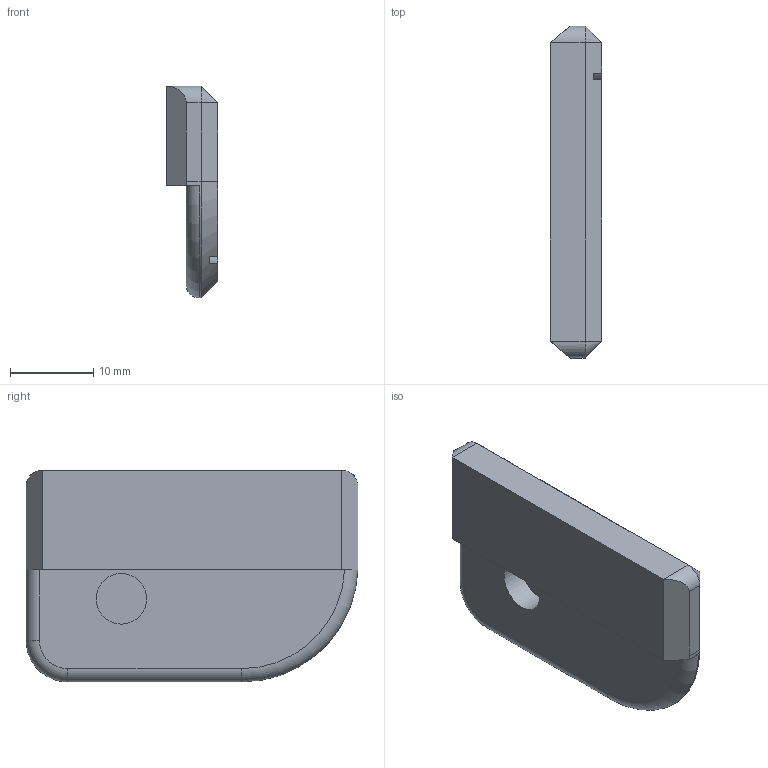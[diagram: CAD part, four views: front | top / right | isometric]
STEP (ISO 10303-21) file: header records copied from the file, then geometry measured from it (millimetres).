
FILE_DESCRIPTION(/* description */ (''),/* implementation_level */ '2;1');
FILE_NAME(/* name */ 'Door_Handle.stp',/* time_stamp */ '2021-10-11T07:14:16+02:00',/* author */ ('Rama'),/* organization */ (''),/* preprocessor_version */ 'ST-DEVELOPER v18.1',/* originating_system */ 'Autodesk Inventor 2022',/* authorisation */ '');
FILE_SCHEMA (('AUTOMOTIVE_DESIGN { 1 0 10303 214 3 1 1 }'));
Length unit declared in the file: millimetre
Products named in the file (1): Door_Handle
Bounding box: 6.2 x 39.93 x 25.5 mm (x, y, z)
Volume: 4363.6 mm3; surface area: 2616.9 mm2
Topology: 1 solids, 1 shells, 53 faces, 134 edges, 83 vertices
Faces by surface type: plane 36, cylinder 11, cone 4, torus 2
Full cylindrical faces by diameter (mm): 6.08 x1
Entity records: 1612 total; most frequent: CARTESIAN_POINT 282, DIRECTION 266, ORIENTED_EDGE 264, EDGE_CURVE 132, LINE 100, VECTOR 100, VERTEX_POINT 83, AXIS2_PLACEMENT_3D 83
